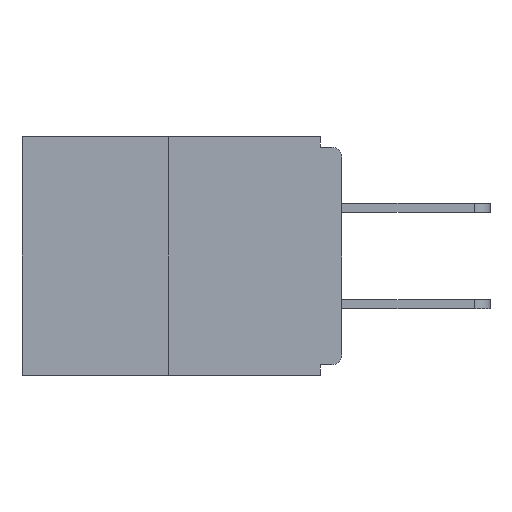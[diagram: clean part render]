
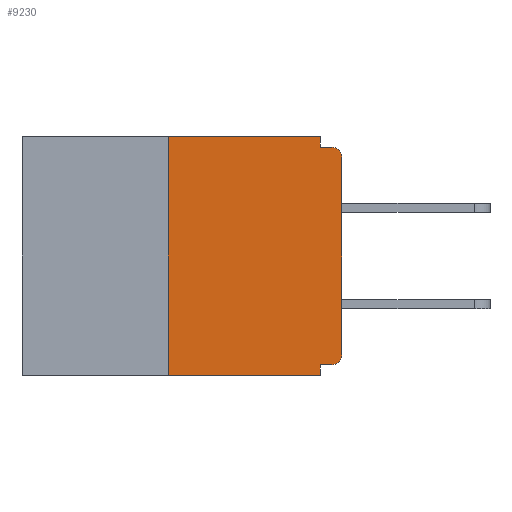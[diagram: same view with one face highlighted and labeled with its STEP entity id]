
A CAD part, left-side view. The second image highlights one B-rep face of the part: STEP entity #9230.
In plain terms, the highlighted planar face has unit normal (-1, 0, 0).
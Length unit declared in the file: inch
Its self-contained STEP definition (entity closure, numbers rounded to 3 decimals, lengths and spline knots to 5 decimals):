
#94 = ORIENTED_EDGE ( 'NONE', *, *, #1336, .F. ) ;
#262 = CARTESIAN_POINT ( 'NONE',  ( 0., 0.031, -0.343 ) ) ;
#475 = DIRECTION ( 'NONE',  ( 0., 1., 0. ) ) ;
#489 = EDGE_CURVE ( 'NONE', #2143, #3796, #5165, .T. ) ;
#662 = VECTOR ( 'NONE', #5342, 39.37008 ) ;
#712 = LINE ( 'NONE', #12703, #4685 ) ;
#743 = EDGE_CURVE ( 'NONE', #12309, #6509, #9609, .T. ) ;
#759 = DIRECTION ( 'NONE',  ( 0., 0., -1. ) ) ;
#832 = CARTESIAN_POINT ( 'NONE',  ( 0., 0.46, 0. ) ) ;
#964 = LINE ( 'NONE', #1206, #662 ) ;
#1165 = LINE ( 'NONE', #7025, #6599 ) ;
#1206 = CARTESIAN_POINT ( 'NONE',  ( 0., 0.46, -0.343 ) ) ;
#1301 = ORIENTED_EDGE ( 'NONE', *, *, #9279, .F. ) ;
#1336 = EDGE_CURVE ( 'NONE', #8454, #6911, #1165, .T. ) ;
#1655 = VERTEX_POINT ( 'NONE', #2435 ) ;
#2005 = CARTESIAN_POINT ( 'NONE',  ( 0., 0.015, -0.328 ) ) ;
#2143 = VERTEX_POINT ( 'NONE', #2422 ) ;
#2184 = ORIENTED_EDGE ( 'NONE', *, *, #743, .T. ) ;
#2422 = CARTESIAN_POINT ( 'NONE',  ( 0., 0.25, 0. ) ) ;
#2435 = CARTESIAN_POINT ( 'NONE',  ( 0., 0.25, -0.343 ) ) ;
#2470 = PLANE ( 'NONE',  #11087 ) ;
#2667 = VECTOR ( 'NONE', #5320, 39.37008 ) ;
#3117 = EDGE_CURVE ( 'NONE', #6509, #8764, #3920, .T. ) ;
#3441 = ORIENTED_EDGE ( 'NONE', *, *, #489, .F. ) ;
#3527 = ORIENTED_EDGE ( 'NONE', *, *, #10020, .F. ) ;
#3796 = VERTEX_POINT ( 'NONE', #5486 ) ;
#3820 = DIRECTION ( 'NONE',  ( -1., 0., 0. ) ) ;
#3830 = EDGE_CURVE ( 'NONE', #3796, #10422, #712, .T. ) ;
#3920 = CIRCLE ( 'NONE', #4221, 0.015 ) ;
#3932 = CARTESIAN_POINT ( 'NONE',  ( 0., 0.015, -0.03 ) ) ;
#3936 = DIRECTION ( 'NONE',  ( 0., 0., -1. ) ) ;
#3996 = DIRECTION ( 'NONE',  ( 0., -1., 0. ) ) ;
#4221 = AXIS2_PLACEMENT_3D ( 'NONE', #3932, #6856, #12954 ) ;
#4685 = VECTOR ( 'NONE', #11742, 39.37008 ) ;
#4857 = VECTOR ( 'NONE', #3996, 39.37008 ) ;
#5165 = LINE ( 'NONE', #832, #4857 ) ;
#5270 = CARTESIAN_POINT ( 'NONE',  ( 0., 0., -0.015 ) ) ;
#5320 = DIRECTION ( 'NONE',  ( 0., -1., 0. ) ) ;
#5342 = DIRECTION ( 'NONE',  ( 0., -1., 0. ) ) ;
#5486 = CARTESIAN_POINT ( 'NONE',  ( 0., 0.031, 0. ) ) ;
#5506 = EDGE_CURVE ( 'NONE', #7903, #12309, #10486, .T. ) ;
#5623 = DIRECTION ( 'NONE',  ( 1., 0., 0. ) ) ;
#5660 = VECTOR ( 'NONE', #10432, 39.37008 ) ;
#5859 = ORIENTED_EDGE ( 'NONE', *, *, #5506, .T. ) ;
#6509 = VERTEX_POINT ( 'NONE', #9042 ) ;
#6589 = EDGE_CURVE ( 'NONE', #1655, #6911, #964, .T. ) ;
#6599 = VECTOR ( 'NONE', #3936, 39.37008 ) ;
#6661 = DIRECTION ( 'NONE',  ( 0., 0., -1. ) ) ;
#6826 = ORIENTED_EDGE ( 'NONE', *, *, #6589, .T. ) ;
#6856 = DIRECTION ( 'NONE',  ( -1., 0., 0. ) ) ;
#6908 = VECTOR ( 'NONE', #9520, 39.37008 ) ;
#6911 = VERTEX_POINT ( 'NONE', #262 ) ;
#7025 = CARTESIAN_POINT ( 'NONE',  ( 0., 0.031, -0.343 ) ) ;
#7141 = CARTESIAN_POINT ( 'NONE',  ( 0., 0.031, -0.328 ) ) ;
#7392 = CARTESIAN_POINT ( 'NONE',  ( 0., 0.031, -0.015 ) ) ;
#7401 = CARTESIAN_POINT ( 'NONE',  ( 0., 0.25, 0. ) ) ;
#7580 = CARTESIAN_POINT ( 'NONE',  ( 0., 0., -0.313 ) ) ;
#7762 = LINE ( 'NONE', #9695, #8837 ) ;
#7903 = VERTEX_POINT ( 'NONE', #2005 ) ;
#8373 = CARTESIAN_POINT ( 'NONE',  ( 0., 0., 0. ) ) ;
#8454 = VERTEX_POINT ( 'NONE', #7141 ) ;
#8552 = EDGE_CURVE ( 'NONE', #10422, #8764, #9811, .T. ) ;
#8764 = VERTEX_POINT ( 'NONE', #10479 ) ;
#8837 = VECTOR ( 'NONE', #475, 39.37008 ) ;
#8911 = ORIENTED_EDGE ( 'NONE', *, *, #8552, .F. ) ;
#9042 = CARTESIAN_POINT ( 'NONE',  ( 0., 0., -0.03 ) ) ;
#9230 = ADVANCED_FACE ( 'NONE', ( #9812 ), #2470, .F. ) ;
#9279 = EDGE_CURVE ( 'NONE', #7903, #8454, #7762, .T. ) ;
#9304 = LINE ( 'NONE', #7401, #5660 ) ;
#9520 = DIRECTION ( 'NONE',  ( 0., 0., 1. ) ) ;
#9609 = LINE ( 'NONE', #8373, #6908 ) ;
#9695 = CARTESIAN_POINT ( 'NONE',  ( 0., 0., -0.328 ) ) ;
#9715 = CARTESIAN_POINT ( 'NONE',  ( 0., 0.015, -0.313 ) ) ;
#9811 = LINE ( 'NONE', #5270, #2667 ) ;
#9812 = FACE_OUTER_BOUND ( 'NONE', #11064, .T. ) ;
#9881 = ORIENTED_EDGE ( 'NONE', *, *, #3830, .F. ) ;
#10020 = EDGE_CURVE ( 'NONE', #1655, #2143, #9304, .T. ) ;
#10422 = VERTEX_POINT ( 'NONE', #7392 ) ;
#10432 = DIRECTION ( 'NONE',  ( 0., 0., 1. ) ) ;
#10479 = CARTESIAN_POINT ( 'NONE',  ( 0., 0.015, -0.015 ) ) ;
#10486 = CIRCLE ( 'NONE', #11862, 0.015 ) ;
#10645 = CARTESIAN_POINT ( 'NONE',  ( 0., 0.46, 0. ) ) ;
#11064 = EDGE_LOOP ( 'NONE', ( #3441, #3527, #6826, #94, #1301, #5859, #2184, #11485, #8911, #9881 ) ) ;
#11087 = AXIS2_PLACEMENT_3D ( 'NONE', #10645, #5623, #6661 ) ;
#11485 = ORIENTED_EDGE ( 'NONE', *, *, #3117, .T. ) ;
#11742 = DIRECTION ( 'NONE',  ( 0., 0., -1. ) ) ;
#11862 = AXIS2_PLACEMENT_3D ( 'NONE', #9715, #3820, #759 ) ;
#12309 = VERTEX_POINT ( 'NONE', #7580 ) ;
#12703 = CARTESIAN_POINT ( 'NONE',  ( 0., 0.031, 0. ) ) ;
#12954 = DIRECTION ( 'NONE',  ( 0., 0., -1. ) ) ;
